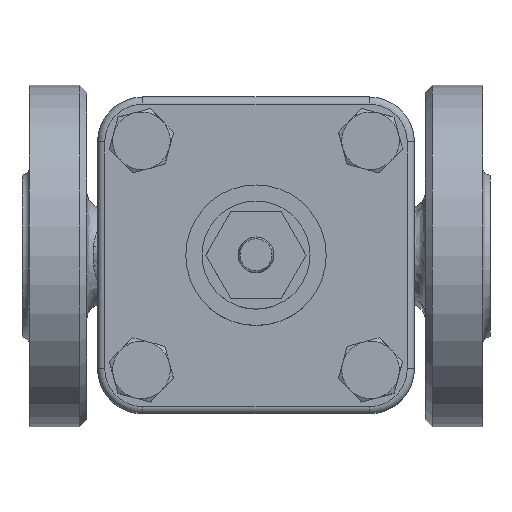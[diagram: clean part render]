
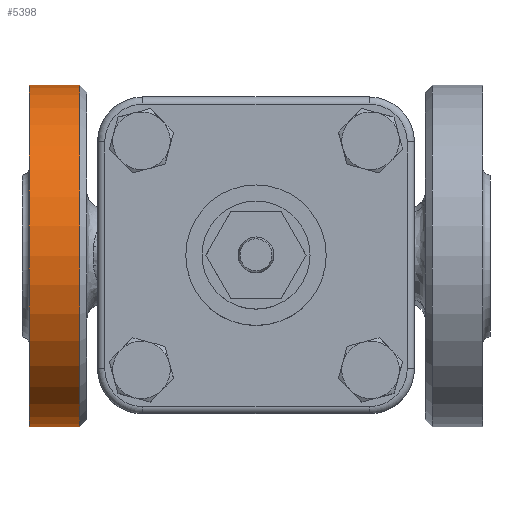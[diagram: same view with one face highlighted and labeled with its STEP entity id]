
A CAD part, top view. The second image highlights one B-rep face of the part: STEP entity #5398.
In plain terms, the highlighted cylindrical face has radius 47.5 mm (diameter 95 mm), a full revolution.
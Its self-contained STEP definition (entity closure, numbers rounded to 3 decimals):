
#1087=CYLINDRICAL_SURFACE('',#5828,47.5);
#1161=FACE_BOUND('',#1784,.T.);
#1403=FACE_OUTER_BOUND('',#1783,.T.);
#1783=EDGE_LOOP('',(#4457));
#1784=EDGE_LOOP('',(#4458));
#2140=CIRCLE('',#5827,47.5);
#2141=CIRCLE('',#5829,47.5);
#2596=VERTEX_POINT('',#11387);
#2597=VERTEX_POINT('',#11390);
#3275=EDGE_CURVE('',#2596,#2596,#2140,.T.);
#3276=EDGE_CURVE('',#2597,#2597,#2141,.T.);
#4457=ORIENTED_EDGE('',*,*,#3276,.T.);
#4458=ORIENTED_EDGE('',*,*,#3275,.F.);
#5398=ADVANCED_FACE('',(#1403,#1161),#1087,.T.);
#5827=AXIS2_PLACEMENT_3D('',#11388,#6813,#6814);
#5828=AXIS2_PLACEMENT_3D('',#11389,#6815,#6816);
#5829=AXIS2_PLACEMENT_3D('',#11391,#6817,#6818);
#6813=DIRECTION('center_axis',(1.,0.,0.));
#6814=DIRECTION('ref_axis',(0.,0.,1.));
#6815=DIRECTION('center_axis',(-1.,0.,0.));
#6816=DIRECTION('ref_axis',(0.,0.,1.));
#6817=DIRECTION('center_axis',(1.,0.,0.));
#6818=DIRECTION('ref_axis',(0.,0.,1.));
#11387=CARTESIAN_POINT('',(-49.,0.,-47.5));
#11388=CARTESIAN_POINT('Origin',(-49.,0.,0.));
#11389=CARTESIAN_POINT('Origin',(-65.,0.,0.));
#11390=CARTESIAN_POINT('',(-63.,0.,-47.5));
#11391=CARTESIAN_POINT('Origin',(-63.,0.,0.));
